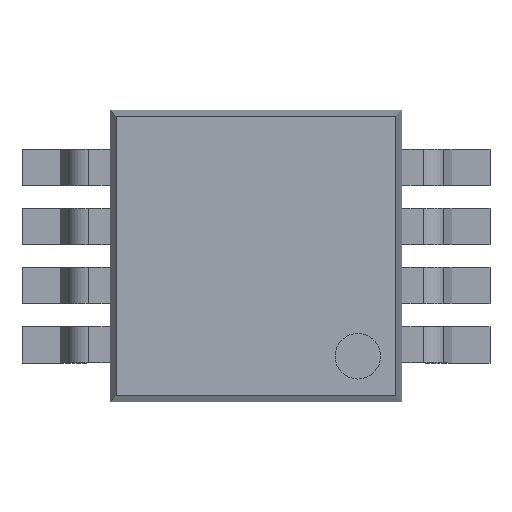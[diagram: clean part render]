
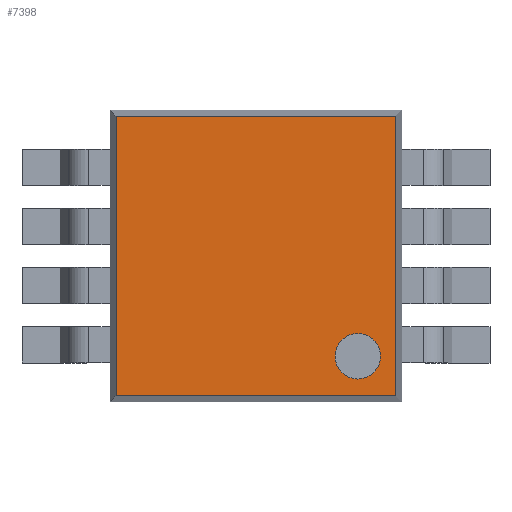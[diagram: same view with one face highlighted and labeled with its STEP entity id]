
A CAD part, top view. The second image highlights one B-rep face of the part: STEP entity #7398.
In plain terms, the highlighted planar face has unit normal (0, 0, 1).
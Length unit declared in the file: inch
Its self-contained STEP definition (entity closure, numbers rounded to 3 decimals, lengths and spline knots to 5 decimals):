
#7032 = B_SPLINE_SURFACE_WITH_KNOTS('',1,1,(
    (#7033,#7034)
    ,(#7035,#7036
    )),.UNSPECIFIED.,.F.,.F.,.F.,(2,2),(2,2),(0.,3.2),(0.,1.),
  .PIECEWISE_BEZIER_KNOTS.);
#7033 = CARTESIAN_POINT('',(-0.06299,0.06299,
    0.00453));
#7034 = CARTESIAN_POINT('',(-0.06049,0.06037,
    0.0187));
#7035 = CARTESIAN_POINT('',(0.06299,0.06299,
    0.00453));
#7036 = CARTESIAN_POINT('',(0.06037,0.06037,
    0.0187));
#7086 = B_SPLINE_SURFACE_WITH_KNOTS('',1,1,(
    (#7087,#7088)
    ,(#7089,#7090
    )),.UNSPECIFIED.,.F.,.F.,.F.,(2,2),(2,2),(0.,3.2),(0.,1.),
  .PIECEWISE_BEZIER_KNOTS.);
#7087 = CARTESIAN_POINT('',(0.06299,0.06299,
    0.00453));
#7088 = CARTESIAN_POINT('',(0.06037,0.06037,
    0.0187));
#7089 = CARTESIAN_POINT('',(0.06299,-0.06299,
    0.00453));
#7090 = CARTESIAN_POINT('',(0.06037,-0.06049,
    0.0187));
#7140 = B_SPLINE_SURFACE_WITH_KNOTS('',1,1,(
    (#7141,#7142)
    ,(#7143,#7144
    )),.UNSPECIFIED.,.F.,.F.,.F.,(2,2),(2,2),(0.,3.2),(0.,1.),
  .PIECEWISE_BEZIER_KNOTS.);
#7141 = CARTESIAN_POINT('',(0.06299,-0.06299,
    0.00453));
#7142 = CARTESIAN_POINT('',(0.06037,-0.06049,
    0.0187));
#7143 = CARTESIAN_POINT('',(-0.06299,-0.06299,
    0.00453));
#7144 = CARTESIAN_POINT('',(-0.06049,-0.06049,
    0.0187));
#7192 = B_SPLINE_SURFACE_WITH_KNOTS('',1,1,(
    (#7193,#7194)
    ,(#7195,#7196
    )),.UNSPECIFIED.,.F.,.F.,.F.,(2,2),(2,2),(0.,3.2),(0.,1.),
  .PIECEWISE_BEZIER_KNOTS.);
#7193 = CARTESIAN_POINT('',(-0.06299,-0.06299,
    0.00453));
#7194 = CARTESIAN_POINT('',(-0.06049,-0.06049,
    0.0187));
#7195 = CARTESIAN_POINT('',(-0.06299,0.06299,
    0.00453));
#7196 = CARTESIAN_POINT('',(-0.06049,0.06037,
    0.0187));
#7211 = VERTEX_POINT('',#7212);
#7212 = CARTESIAN_POINT('',(0.06037,0.06037,
    0.0187));
#7232 = EDGE_CURVE('',#7233,#7211,#7235,.T.);
#7233 = VERTEX_POINT('',#7234);
#7234 = CARTESIAN_POINT('',(-0.06049,0.06037,
    0.0187));
#7235 = SURFACE_CURVE('',#7236,(#7240,#7246),.PCURVE_S1.);
#7236 = LINE('',#7237,#7238);
#7237 = CARTESIAN_POINT('',(-0.06049,0.06037,
    0.0187));
#7238 = VECTOR('',#7239,0.03937);
#7239 = DIRECTION('',(1.,0.,0.));
#7240 = PCURVE('',#7032,#7241);
#7241 = DEFINITIONAL_REPRESENTATION('',(#7242),#7245);
#7242 = B_SPLINE_CURVE_WITH_KNOTS('',1,(#7243,#7244),.UNSPECIFIED.,.F.,
  .F.,(2,2),(0.,3.07),.PIECEWISE_BEZIER_KNOTS.);
#7243 = CARTESIAN_POINT('',(0.,1.));
#7244 = CARTESIAN_POINT('',(3.2,1.));
#7245 = ( GEOMETRIC_REPRESENTATION_CONTEXT(2) 
PARAMETRIC_REPRESENTATION_CONTEXT() REPRESENTATION_CONTEXT('2D SPACE',''
  ) );
#7246 = PCURVE('',#7247,#7252);
#7247 = PLANE('',#7248);
#7248 = AXIS2_PLACEMENT_3D('',#7249,#7250,#7251);
#7249 = CARTESIAN_POINT('',(-0.06049,0.06037,
    0.0187));
#7250 = DIRECTION('',(0.,0.,1.));
#7251 = DIRECTION('',(0.707,-0.707,0.));
#7252 = DEFINITIONAL_REPRESENTATION('',(#7253),#7257);
#7253 = LINE('',#7254,#7255);
#7254 = CARTESIAN_POINT('',(0.,0.));
#7255 = VECTOR('',#7256,1.);
#7256 = DIRECTION('',(0.707,0.707));
#7257 = ( GEOMETRIC_REPRESENTATION_CONTEXT(2) 
PARAMETRIC_REPRESENTATION_CONTEXT() REPRESENTATION_CONTEXT('2D SPACE',''
  ) );
#7284 = VERTEX_POINT('',#7285);
#7285 = CARTESIAN_POINT('',(0.06037,-0.06049,
    0.0187));
#7305 = EDGE_CURVE('',#7211,#7284,#7306,.T.);
#7306 = SURFACE_CURVE('',#7307,(#7311,#7317),.PCURVE_S1.);
#7307 = LINE('',#7308,#7309);
#7308 = CARTESIAN_POINT('',(0.06037,0.06037,
    0.0187));
#7309 = VECTOR('',#7310,0.03937);
#7310 = DIRECTION('',(0.,-1.,0.));
#7311 = PCURVE('',#7086,#7312);
#7312 = DEFINITIONAL_REPRESENTATION('',(#7313),#7316);
#7313 = B_SPLINE_CURVE_WITH_KNOTS('',1,(#7314,#7315),.UNSPECIFIED.,.F.,
  .F.,(2,2),(0.,3.07),.PIECEWISE_BEZIER_KNOTS.);
#7314 = CARTESIAN_POINT('',(0.,1.));
#7315 = CARTESIAN_POINT('',(3.2,1.));
#7316 = ( GEOMETRIC_REPRESENTATION_CONTEXT(2) 
PARAMETRIC_REPRESENTATION_CONTEXT() REPRESENTATION_CONTEXT('2D SPACE',''
  ) );
#7317 = PCURVE('',#7247,#7318);
#7318 = DEFINITIONAL_REPRESENTATION('',(#7319),#7323);
#7319 = LINE('',#7320,#7321);
#7320 = CARTESIAN_POINT('',(0.085,0.085));
#7321 = VECTOR('',#7322,1.);
#7322 = DIRECTION('',(0.707,-0.707));
#7323 = ( GEOMETRIC_REPRESENTATION_CONTEXT(2) 
PARAMETRIC_REPRESENTATION_CONTEXT() REPRESENTATION_CONTEXT('2D SPACE',''
  ) );
#7331 = VERTEX_POINT('',#7332);
#7332 = CARTESIAN_POINT('',(-0.06049,-0.06049,
    0.0187));
#7352 = EDGE_CURVE('',#7284,#7331,#7353,.T.);
#7353 = SURFACE_CURVE('',#7354,(#7358,#7364),.PCURVE_S1.);
#7354 = LINE('',#7355,#7356);
#7355 = CARTESIAN_POINT('',(0.06037,-0.06049,
    0.0187));
#7356 = VECTOR('',#7357,0.03937);
#7357 = DIRECTION('',(-1.,0.,0.));
#7358 = PCURVE('',#7140,#7359);
#7359 = DEFINITIONAL_REPRESENTATION('',(#7360),#7363);
#7360 = B_SPLINE_CURVE_WITH_KNOTS('',1,(#7361,#7362),.UNSPECIFIED.,.F.,
  .F.,(2,2),(0.,3.07),.PIECEWISE_BEZIER_KNOTS.);
#7361 = CARTESIAN_POINT('',(0.,1.));
#7362 = CARTESIAN_POINT('',(3.2,1.));
#7363 = ( GEOMETRIC_REPRESENTATION_CONTEXT(2) 
PARAMETRIC_REPRESENTATION_CONTEXT() REPRESENTATION_CONTEXT('2D SPACE',''
  ) );
#7364 = PCURVE('',#7247,#7365);
#7365 = DEFINITIONAL_REPRESENTATION('',(#7366),#7370);
#7366 = LINE('',#7367,#7368);
#7367 = CARTESIAN_POINT('',(0.171,0.));
#7368 = VECTOR('',#7369,1.);
#7369 = DIRECTION('',(-0.707,-0.707));
#7370 = ( GEOMETRIC_REPRESENTATION_CONTEXT(2) 
PARAMETRIC_REPRESENTATION_CONTEXT() REPRESENTATION_CONTEXT('2D SPACE',''
  ) );
#7378 = EDGE_CURVE('',#7331,#7233,#7379,.T.);
#7379 = SURFACE_CURVE('',#7380,(#7384,#7390),.PCURVE_S1.);
#7380 = LINE('',#7381,#7382);
#7381 = CARTESIAN_POINT('',(-0.06049,-0.06049,
    0.0187));
#7382 = VECTOR('',#7383,0.03937);
#7383 = DIRECTION('',(0.,1.,0.));
#7384 = PCURVE('',#7192,#7385);
#7385 = DEFINITIONAL_REPRESENTATION('',(#7386),#7389);
#7386 = B_SPLINE_CURVE_WITH_KNOTS('',1,(#7387,#7388),.UNSPECIFIED.,.F.,
  .F.,(2,2),(0.,3.07),.PIECEWISE_BEZIER_KNOTS.);
#7387 = CARTESIAN_POINT('',(0.,1.));
#7388 = CARTESIAN_POINT('',(3.2,1.));
#7389 = ( GEOMETRIC_REPRESENTATION_CONTEXT(2) 
PARAMETRIC_REPRESENTATION_CONTEXT() REPRESENTATION_CONTEXT('2D SPACE',''
  ) );
#7390 = PCURVE('',#7247,#7391);
#7391 = DEFINITIONAL_REPRESENTATION('',(#7392),#7396);
#7392 = LINE('',#7393,#7394);
#7393 = CARTESIAN_POINT('',(0.085,-0.085));
#7394 = VECTOR('',#7395,1.);
#7395 = DIRECTION('',(-0.707,0.707));
#7396 = ( GEOMETRIC_REPRESENTATION_CONTEXT(2) 
PARAMETRIC_REPRESENTATION_CONTEXT() REPRESENTATION_CONTEXT('2D SPACE',''
  ) );
#7398 = ADVANCED_FACE('',(#7399,#7405),#7247,.T.);
#7399 = FACE_BOUND('',#7400,.T.);
#7400 = EDGE_LOOP('',(#7401,#7402,#7403,#7404));
#7401 = ORIENTED_EDGE('',*,*,#7232,.F.);
#7402 = ORIENTED_EDGE('',*,*,#7378,.F.);
#7403 = ORIENTED_EDGE('',*,*,#7352,.F.);
#7404 = ORIENTED_EDGE('',*,*,#7305,.F.);
#7405 = FACE_BOUND('',#7406,.T.);
#7406 = EDGE_LOOP('',(#7407));
#7407 = ORIENTED_EDGE('',*,*,#7408,.F.);
#7408 = EDGE_CURVE('',#7409,#7409,#7411,.T.);
#7409 = VERTEX_POINT('',#7410);
#7410 = CARTESIAN_POINT('',(0.05386,-0.04339,
    0.0187));
#7411 = SURFACE_CURVE('',#7412,(#7417,#7424),.PCURVE_S1.);
#7412 = CIRCLE('',#7413,0.00984);
#7413 = AXIS2_PLACEMENT_3D('',#7414,#7415,#7416);
#7414 = CARTESIAN_POINT('',(0.04402,-0.04339,
    0.0187));
#7415 = DIRECTION('',(0.,0.,1.));
#7416 = DIRECTION('',(1.,0.,0.));
#7417 = PCURVE('',#7247,#7418);
#7418 = DEFINITIONAL_REPRESENTATION('',(#7419),#7423);
#7419 = CIRCLE('',#7420,0.00984);
#7420 = AXIS2_PLACEMENT_2D('',#7421,#7422);
#7421 = CARTESIAN_POINT('',(0.147,0.001));
#7422 = DIRECTION('',(0.707,0.707));
#7423 = ( GEOMETRIC_REPRESENTATION_CONTEXT(2) 
PARAMETRIC_REPRESENTATION_CONTEXT() REPRESENTATION_CONTEXT('2D SPACE',''
  ) );
#7424 = PCURVE('',#7425,#7430);
#7425 = CYLINDRICAL_SURFACE('',#7426,0.00984);
#7426 = AXIS2_PLACEMENT_3D('',#7427,#7428,#7429);
#7427 = CARTESIAN_POINT('',(0.04402,-0.04339,
    0.0187));
#7428 = DIRECTION('',(0.,0.,1.));
#7429 = DIRECTION('',(1.,0.,-0.));
#7430 = DEFINITIONAL_REPRESENTATION('',(#7431),#7435);
#7431 = LINE('',#7432,#7433);
#7432 = CARTESIAN_POINT('',(0.,0.));
#7433 = VECTOR('',#7434,1.);
#7434 = DIRECTION('',(1.,0.));
#7435 = ( GEOMETRIC_REPRESENTATION_CONTEXT(2) 
PARAMETRIC_REPRESENTATION_CONTEXT() REPRESENTATION_CONTEXT('2D SPACE',''
  ) );
